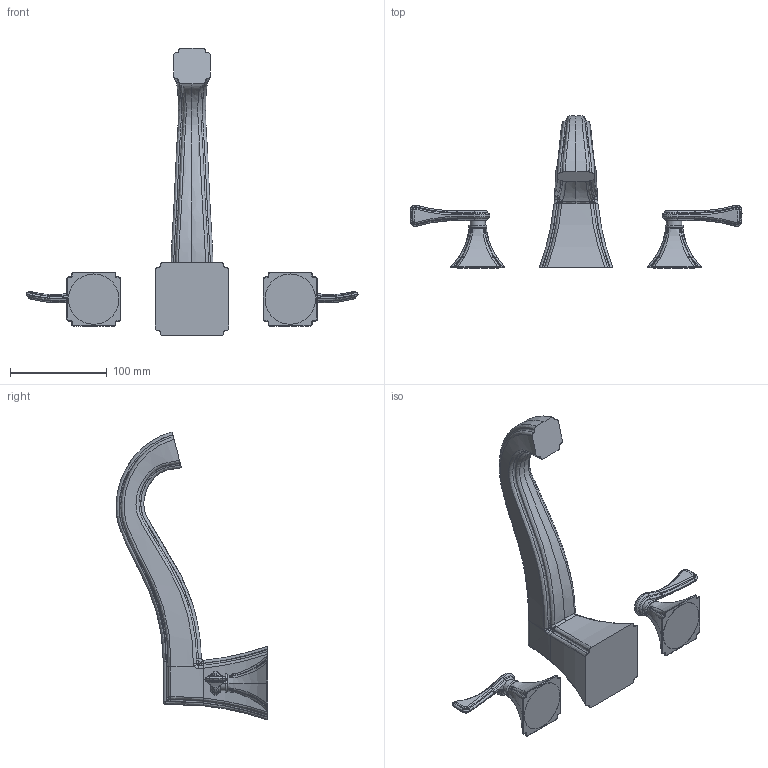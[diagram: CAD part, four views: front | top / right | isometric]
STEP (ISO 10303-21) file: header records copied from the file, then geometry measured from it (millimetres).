
FILE_DESCRIPTION((''),'2;1');
FILE_NAME('3-2536','2021-03-12T16:12:39',('jinson.thomas'),(''),'CREO PARAMETRIC BY PTC INC, 2018400','CREO PARAMETRIC BY PTC INC, 2018400','');
FILE_SCHEMA(('CONFIG_CONTROL_DESIGN'));
Length unit declared in the file: inch
Products named in the file (1): 3-2536
Bounding box: 343.44 x 156.91 x 297.81 mm (x, y, z)
Volume: 687172.5 mm3; surface area: 86280.1 mm2
Topology: 3 solids, 3 shells, 502 faces, 1187 edges, 695 vertices
Faces by surface type: bspline 381, cylinder 49, torus 46, plane 21, sphere 5
Entity records: 31455 total; most frequent: CARTESIAN_POINT 22537, ORIENTED_EDGE 2362, EDGE_CURVE 1181, DIRECTION 1128, B_SPLINE_CURVE_WITH_KNOTS 701, VERTEX_POINT 695, AXIS2_PLACEMENT_3D 527, EDGE_LOOP 512
